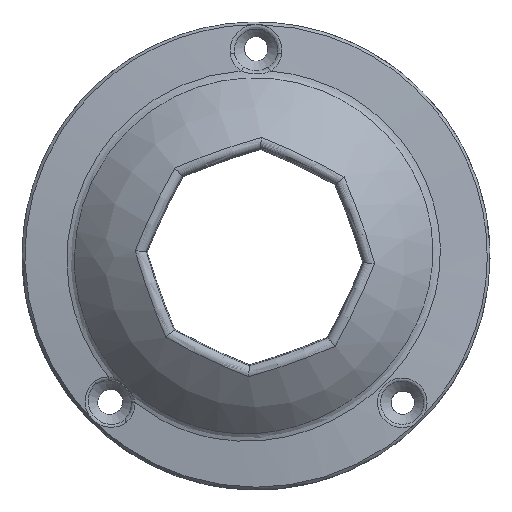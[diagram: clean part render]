
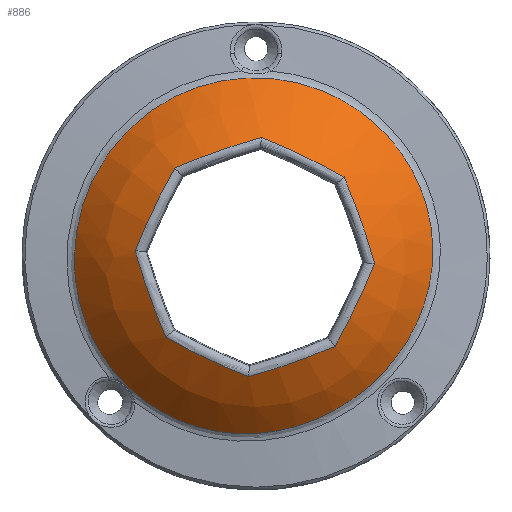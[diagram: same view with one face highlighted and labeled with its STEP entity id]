
A CAD part, top view. The second image highlights one B-rep face of the part: STEP entity #886.
In plain terms, the highlighted spherical face has radius 21 mm.
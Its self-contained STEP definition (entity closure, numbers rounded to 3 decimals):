
#96=SPHERICAL_SURFACE('',#986,21.);
#143=FACE_OUTER_BOUND('',#200,.T.);
#200=EDGE_LOOP('',(#799,#800,#801,#802,#803,#804,#805,#806,#807,#808,#809,
#810,#811));
#260=B_SPLINE_CURVE_WITH_KNOTS('',3,(#3419,#3420,#3421,#3422,#3423,#3424,
#3425,#3426,#3427,#3428,#3429,#3430,#3431,#3432,#3433,#3434,#3435,#3436,
#3437),.UNSPECIFIED.,.F.,.F.,(4,1,2,1,1,1,2,1,1,2,1,1,1,4),(-9.833,
-8.903,-7.974,-7.382,-6.791,
-6.199,-5.608,-5.011,-4.415,
-3.223,-2.586,-1.949,-1.312,
-0.685),.UNSPECIFIED.);
#261=B_SPLINE_CURVE_WITH_KNOTS('',3,(#3438,#3439,#3440,#3441,#3442,#3443),
 .UNSPECIFIED.,.F.,.F.,(4,2,4),(-0.685,-0.675,0.),
 .UNSPECIFIED.);
#308=CIRCLE('',#965,20.76);
#309=CIRCLE('',#967,20.76);
#310=CIRCLE('',#969,20.76);
#312=CIRCLE('',#972,20.76);
#313=CIRCLE('',#973,20.76);
#315=CIRCLE('',#976,20.76);
#318=CIRCLE('',#980,20.76);
#319=CIRCLE('',#982,20.76);
#320=CIRCLE('',#984,20.76);
#321=CIRCLE('',#987,21.);
#391=VERTEX_POINT('',#3416);
#392=VERTEX_POINT('',#3418);
#399=VERTEX_POINT('',#3473);
#400=VERTEX_POINT('',#3474);
#401=VERTEX_POINT('',#3509);
#402=VERTEX_POINT('',#3528);
#404=VERTEX_POINT('',#3549);
#405=VERTEX_POINT('',#3551);
#407=VERTEX_POINT('',#3572);
#409=VERTEX_POINT('',#3594);
#410=VERTEX_POINT('',#3613);
#509=EDGE_CURVE('',#391,#392,#260,.T.);
#510=EDGE_CURVE('',#392,#391,#261,.T.);
#524=EDGE_CURVE('',#399,#400,#308,.T.);
#527=EDGE_CURVE('',#400,#401,#309,.T.);
#529=EDGE_CURVE('',#401,#402,#310,.T.);
#532=EDGE_CURVE('',#402,#404,#312,.T.);
#533=EDGE_CURVE('',#404,#405,#313,.T.);
#536=EDGE_CURVE('',#405,#407,#315,.T.);
#540=EDGE_CURVE('',#407,#409,#318,.T.);
#542=EDGE_CURVE('',#409,#410,#319,.T.);
#544=EDGE_CURVE('',#410,#399,#320,.T.);
#546=EDGE_CURVE('',#404,#392,#321,.T.);
#799=ORIENTED_EDGE('',*,*,#524,.F.);
#800=ORIENTED_EDGE('',*,*,#544,.F.);
#801=ORIENTED_EDGE('',*,*,#542,.F.);
#802=ORIENTED_EDGE('',*,*,#540,.F.);
#803=ORIENTED_EDGE('',*,*,#536,.F.);
#804=ORIENTED_EDGE('',*,*,#533,.F.);
#805=ORIENTED_EDGE('',*,*,#546,.T.);
#806=ORIENTED_EDGE('',*,*,#509,.F.);
#807=ORIENTED_EDGE('',*,*,#510,.F.);
#808=ORIENTED_EDGE('',*,*,#546,.F.);
#809=ORIENTED_EDGE('',*,*,#532,.F.);
#810=ORIENTED_EDGE('',*,*,#529,.F.);
#811=ORIENTED_EDGE('',*,*,#527,.F.);
#886=ADVANCED_FACE('',(#143),#96,.T.);
#965=AXIS2_PLACEMENT_3D('',#3475,#1132,#1133);
#967=AXIS2_PLACEMENT_3D('',#3510,#1136,#1137);
#969=AXIS2_PLACEMENT_3D('',#3529,#1140,#1141);
#972=AXIS2_PLACEMENT_3D('',#3550,#1146,#1147);
#973=AXIS2_PLACEMENT_3D('',#3552,#1148,#1149);
#976=AXIS2_PLACEMENT_3D('',#3573,#1154,#1155);
#980=AXIS2_PLACEMENT_3D('',#3595,#1162,#1163);
#982=AXIS2_PLACEMENT_3D('',#3614,#1166,#1167);
#984=AXIS2_PLACEMENT_3D('',#3632,#1170,#1171);
#986=AXIS2_PLACEMENT_3D('',#3635,#1175,#1176);
#987=AXIS2_PLACEMENT_3D('',#3636,#1177,#1178);
#1132=DIRECTION('center_axis',(-0.405,-0.848,0.342));
#1133=DIRECTION('ref_axis',(0.147,0.309,0.94));
#1136=DIRECTION('center_axis',(0.314,-0.886,0.342));
#1137=DIRECTION('ref_axis',(-0.114,0.322,0.94));
#1140=DIRECTION('center_axis',(0.848,-0.405,0.342));
#1141=DIRECTION('ref_axis',(-0.309,0.147,0.94));
#1146=DIRECTION('center_axis',(0.886,0.314,0.342));
#1147=DIRECTION('ref_axis',(-0.322,-0.114,0.94));
#1148=DIRECTION('center_axis',(0.886,0.314,0.342));
#1149=DIRECTION('ref_axis',(-0.322,-0.114,0.94));
#1154=DIRECTION('center_axis',(0.405,0.848,0.342));
#1155=DIRECTION('ref_axis',(-0.147,-0.309,0.94));
#1162=DIRECTION('center_axis',(-0.314,0.886,0.342));
#1163=DIRECTION('ref_axis',(0.114,-0.322,0.94));
#1166=DIRECTION('center_axis',(-0.848,0.405,0.342));
#1167=DIRECTION('ref_axis',(0.309,-0.147,0.94));
#1170=DIRECTION('center_axis',(-0.886,-0.314,0.342));
#1171=DIRECTION('ref_axis',(0.322,0.114,0.94));
#1175=DIRECTION('center_axis',(0.,0.,1.));
#1176=DIRECTION('ref_axis',(1.,0.,0.));
#1177=DIRECTION('center_axis',(0.,-1.,0.));
#1178=DIRECTION('ref_axis',(-1.,0.,0.));
#3416=CARTESIAN_POINT('',(-55.826,15.277,13.869));
#3418=CARTESIAN_POINT('',(-57.394,8.502,13.78));
#3419=CARTESIAN_POINT('Ctrl Pts',(-55.826,15.277,13.869));
#3420=CARTESIAN_POINT('Ctrl Pts',(-54.477,18.147,13.892));
#3421=CARTESIAN_POINT('Ctrl Pts',(-50.075,23.091,13.879));
#3422=CARTESIAN_POINT('Ctrl Pts',(-43.65,24.731,13.9));
#3423=CARTESIAN_POINT('Ctrl Pts',(-38.468,24.491,13.905));
#3424=CARTESIAN_POINT('Ctrl Pts',(-34.466,23.564,13.884));
#3425=CARTESIAN_POINT('Ctrl Pts',(-29.398,20.054,13.866));
#3426=CARTESIAN_POINT('Ctrl Pts',(-25.993,14.911,13.882));
#3427=CARTESIAN_POINT('Ctrl Pts',(-25.209,10.869,13.978));
#3428=CARTESIAN_POINT('Ctrl Pts',(-25.258,6.82,14.141));
#3429=CARTESIAN_POINT('Ctrl Pts',(-26.158,2.772,14.362));
#3430=CARTESIAN_POINT('Ctrl Pts',(-30.82,-4.043,14.779));
#3431=CARTESIAN_POINT('Ctrl Pts',(-36.616,-6.931,14.519));
#3432=CARTESIAN_POINT('Ctrl Pts',(-42.831,-7.477,14.115));
#3433=CARTESIAN_POINT('Ctrl Pts',(-47.233,-6.943,13.857));
#3434=CARTESIAN_POINT('Ctrl Pts',(-52.926,-3.463,13.638));
#3435=CARTESIAN_POINT('Ctrl Pts',(-56.643,2.032,13.641));
#3436=CARTESIAN_POINT('Ctrl Pts',(-57.426,6.363,13.74));
#3437=CARTESIAN_POINT('Ctrl Pts',(-57.394,8.502,13.78));
#3438=CARTESIAN_POINT('Ctrl Pts',(-57.394,8.502,13.78));
#3439=CARTESIAN_POINT('Ctrl Pts',(-57.393,8.536,13.78));
#3440=CARTESIAN_POINT('Ctrl Pts',(-57.393,8.569,13.781));
#3441=CARTESIAN_POINT('Ctrl Pts',(-57.343,10.904,13.824));
#3442=CARTESIAN_POINT('Ctrl Pts',(-56.806,13.194,13.853));
#3443=CARTESIAN_POINT('Ctrl Pts',(-55.826,15.277,13.869));
#3473=CARTESIAN_POINT('',(-33.203,15.698,18.452));
#3474=CARTESIAN_POINT('',(-40.632,19.242,18.452));
#3475=CARTESIAN_POINT('Origin',(-39.913,11.188,-0.668));
#3509=CARTESIAN_POINT('',(-48.391,16.494,18.452));
#3510=CARTESIAN_POINT('Origin',(-42.189,11.308,-0.668));
#3528=CARTESIAN_POINT('',(-51.935,9.065,18.452));
#3529=CARTESIAN_POINT('Origin',(-43.882,9.783,-0.668));
#3549=CARTESIAN_POINT('',(-51.775,8.502,18.555));
#3550=CARTESIAN_POINT('Origin',(-44.001,7.508,-0.668));
#3551=CARTESIAN_POINT('',(-49.187,1.306,18.452));
#3552=CARTESIAN_POINT('Origin',(-44.001,7.508,-0.668));
#3572=CARTESIAN_POINT('',(-41.758,-2.238,18.452));
#3573=CARTESIAN_POINT('Origin',(-42.476,5.815,-0.668));
#3594=CARTESIAN_POINT('',(-33.999,0.51,18.452));
#3595=CARTESIAN_POINT('Origin',(-40.201,5.696,-0.668));
#3613=CARTESIAN_POINT('',(-30.455,7.939,18.452));
#3614=CARTESIAN_POINT('Origin',(-38.508,7.22,-0.668));
#3632=CARTESIAN_POINT('Origin',(-38.389,9.495,-0.668));
#3635=CARTESIAN_POINT('Origin',(-41.195,8.502,0.415));
#3636=CARTESIAN_POINT('Origin',(-41.195,8.502,0.415));
